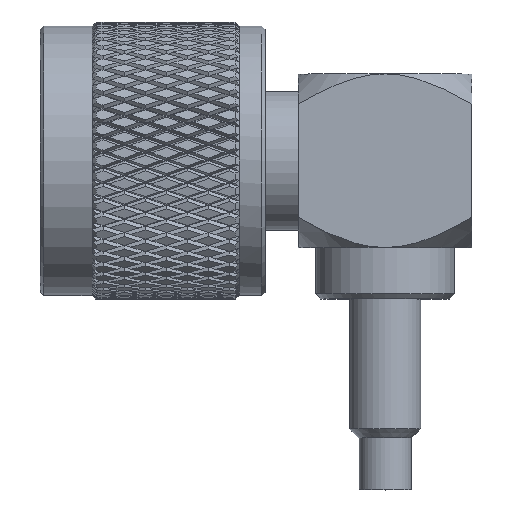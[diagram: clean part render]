
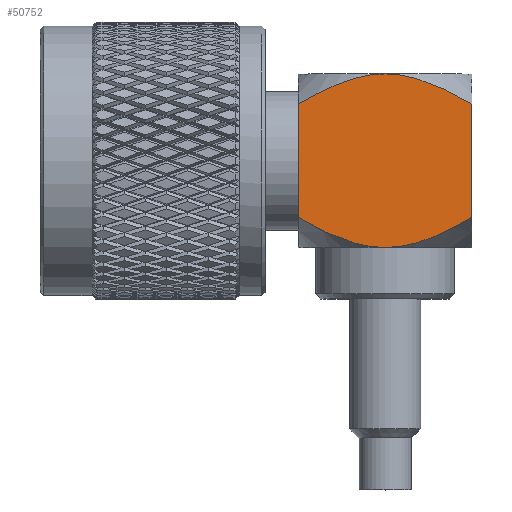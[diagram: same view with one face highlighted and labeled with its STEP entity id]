
A CAD part, top view. The second image highlights one B-rep face of the part: STEP entity #50752.
In plain terms, the highlighted planar face has unit normal (0, 0, 1).
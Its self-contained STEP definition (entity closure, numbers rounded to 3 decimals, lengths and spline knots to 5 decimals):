
#3971 = CARTESIAN_POINT ( 'NONE',  ( 1.24409, -0.16311, 0.25 ) ) ;
#4616 = CARTESIAN_POINT ( 'NONE',  ( 1.22493, -0.17448, 0.25 ) ) ;
#4863 = CARTESIAN_POINT ( 'NONE',  ( 0.94961, 0.24691, 0.25 ) ) ;
#4937 = CARTESIAN_POINT ( 'NONE',  ( 1.1453, -0.2151, 0.25 ) ) ;
#5157 = CARTESIAN_POINT ( 'NONE',  ( 0.99409, 0.25, 0.25 ) ) ;
#5233 = CARTESIAN_POINT ( 'NONE',  ( 1.16554, -0.20576, 0.25 ) ) ;
#5542 = CARTESIAN_POINT ( 'NONE',  ( 1.08261, -0.23795, 0.25 ) ) ;
#5813 = CARTESIAN_POINT ( 'NONE',  ( 1.1453, 0.2151, 0.25 ) ) ;
#5867 = CARTESIAN_POINT ( 'NONE',  ( 1.03849, -0.24692, 0.25 ) ) ;
#5938 = LINE ( 'NONE', #91913, #11632 ) ;
#6428 = CARTESIAN_POINT ( 'NONE',  ( 1.20539, 0.18543, 0.25 ) ) ;
#6963 = CARTESIAN_POINT ( 'NONE',  ( 0.74409, -0.25, 0.25 ) ) ;
#7048 = CARTESIAN_POINT ( 'NONE',  ( 0.84293, -0.21512, 0.25 ) ) ;
#7968 = EDGE_CURVE ( 'NONE', #73602, #68294, #81924, .T. ) ;
#8330 = CARTESIAN_POINT ( 'NONE',  ( 1.24409, 0.16311, 0.25 ) ) ;
#10597 = DIRECTION ( 'NONE',  ( 0., 0., -1. ) ) ;
#11632 = VECTOR ( 'NONE', #48044, 39.37008 ) ;
#12927 = CARTESIAN_POINT ( 'NONE',  ( 1.20539, -0.18543, 0.25 ) ) ;
#13166 = CARTESIAN_POINT ( 'NONE',  ( 1.16554, 0.20576, 0.25 ) ) ;
#13752 = CARTESIAN_POINT ( 'NONE',  ( 0.82267, -0.20577, 0.25 ) ) ;
#14071 = CARTESIAN_POINT ( 'NONE',  ( 0.97187, -0.24938, 0.25 ) ) ;
#14147 = CARTESIAN_POINT ( 'NONE',  ( 0.99409, -0.25, 0.25 ) ) ;
#14370 = CARTESIAN_POINT ( 'NONE',  ( 0.93843, -0.24505, 0.25 ) ) ;
#14999 = LINE ( 'NONE', #6963, #83760 ) ;
#15104 = ORIENTED_EDGE ( 'NONE', *, *, #43012, .F. ) ;
#16705 = PLANE ( 'NONE',  #30847 ) ;
#19260 = CARTESIAN_POINT ( 'NONE',  ( 0.99409, 0.25, 0.25 ) ) ;
#21862 = FACE_OUTER_BOUND ( 'NONE', #42976, .T. ) ;
#22068 = CARTESIAN_POINT ( 'NONE',  ( 0.99409, -0.25, 0.25 ) ) ;
#24691 = CARTESIAN_POINT ( 'NONE',  ( 0.74409, -0.25, 0.25 ) ) ;
#25175 = ORIENTED_EDGE ( 'NONE', *, *, #7968, .F. ) ;
#26002 = CARTESIAN_POINT ( 'NONE',  ( 1.03849, 0.24692, 0.25 ) ) ;
#26645 = CARTESIAN_POINT ( 'NONE',  ( 0.88438, 0.23121, 0.25 ) ) ;
#26670 = EDGE_CURVE ( 'NONE', #68294, #88045, #54936, .T. ) ;
#27256 = CARTESIAN_POINT ( 'NONE',  ( 0.76327, 0.17449, 0.25 ) ) ;
#27686 = CARTESIAN_POINT ( 'NONE',  ( 1.04963, -0.24507, 0.25 ) ) ;
#29459 = CARTESIAN_POINT ( 'NONE',  ( 0.74409, 0.16311, 0.25 ) ) ;
#30847 = AXIS2_PLACEMENT_3D ( 'NONE', #24691, #10597, #60884 ) ;
#33392 = CARTESIAN_POINT ( 'NONE',  ( 1.10384, 0.2312, 0.25 ) ) ;
#35512 = CARTESIAN_POINT ( 'NONE',  ( 0.76327, -0.17449, 0.25 ) ) ;
#35618 = VERTEX_POINT ( 'NONE', #65351 ) ;
#40739 = CARTESIAN_POINT ( 'NONE',  ( 0.98299, 0.25, 0.25 ) ) ;
#41379 = CARTESIAN_POINT ( 'NONE',  ( 0.97187, 0.24938, 0.25 ) ) ;
#41705 = CARTESIAN_POINT ( 'NONE',  ( 1.00521, 0.25, 0.25 ) ) ;
#41989 = CARTESIAN_POINT ( 'NONE',  ( 1.04963, 0.24507, 0.25 ) ) ;
#42976 = EDGE_LOOP ( 'NONE', ( #25175, #15104, #60940, #79264, #58592, #45735 ) ) ;
#43012 = EDGE_CURVE ( 'NONE', #35618, #73602, #14999, .T. ) ;
#43409 = CARTESIAN_POINT ( 'NONE',  ( 0.99409, 0.25, 0.25 ) ) ;
#45735 = ORIENTED_EDGE ( 'NONE', *, *, #26670, .F. ) ;
#48044 = DIRECTION ( 'NONE',  ( 0., 1., 0. ) ) ;
#48378 = CARTESIAN_POINT ( 'NONE',  ( 0.78275, 0.1854, 0.25 ) ) ;
#49702 = CARTESIAN_POINT ( 'NONE',  ( 1.24409, -0.16311, 0.25 ) ) ;
#49934 = CARTESIAN_POINT ( 'NONE',  ( 1.24409, 0.16311, 0.25 ) ) ;
#50752 = ADVANCED_FACE ( 'NONE', ( #21862 ), #16705, .F. ) ;
#52360 = VERTEX_POINT ( 'NONE', #14147 ) ;
#54936 = B_SPLINE_CURVE_WITH_KNOTS ( 'NONE', 3,
 ( #19260, #41705, #85852, #26002, #41989, #77288, #33392, #5813, #13166, #6428, #71456, #49934 ),
 .UNSPECIFIED., .F., .F.,
 ( 4, 2, 2, 2, 2, 4 ),
 ( 0.01421, 0.01506, 0.01591, 0.01761, 0.0193, 0.021 ),
 .UNSPECIFIED. ) ;
#55736 = CARTESIAN_POINT ( 'NONE',  ( 0.82267, 0.20577, 0.25 ) ) ;
#57087 = CARTESIAN_POINT ( 'NONE',  ( 1.00521, -0.25, 0.25 ) ) ;
#58237 = CARTESIAN_POINT ( 'NONE',  ( 0.74409, -0.16311, 0.25 ) ) ;
#58592 = ORIENTED_EDGE ( 'NONE', *, *, #74372, .T. ) ;
#60884 = DIRECTION ( 'NONE',  ( -1., 0., 0. ) ) ;
#60940 = ORIENTED_EDGE ( 'NONE', *, *, #64330, .F. ) ;
#64330 = EDGE_CURVE ( 'NONE', #52360, #35618, #88285, .T. ) ;
#65273 = CARTESIAN_POINT ( 'NONE',  ( 0.94961, -0.24691, 0.25 ) ) ;
#65351 = CARTESIAN_POINT ( 'NONE',  ( 0.74409, -0.16311, 0.25 ) ) ;
#65542 = DIRECTION ( 'NONE',  ( 0., 1., 0. ) ) ;
#68294 = VERTEX_POINT ( 'NONE', #43409 ) ;
#69843 = CARTESIAN_POINT ( 'NONE',  ( 0.93843, 0.24505, 0.25 ) ) ;
#70481 = CARTESIAN_POINT ( 'NONE',  ( 0.84293, 0.21512, 0.25 ) ) ;
#71207 = CARTESIAN_POINT ( 'NONE',  ( 0.99409, -0.25, 0.25 ) ) ;
#71456 = CARTESIAN_POINT ( 'NONE',  ( 1.22493, 0.17448, 0.25 ) ) ;
#72719 = CARTESIAN_POINT ( 'NONE',  ( 0.98299, -0.25, 0.25 ) ) ;
#73602 = VERTEX_POINT ( 'NONE', #29459 ) ;
#74073 = EDGE_CURVE ( 'NONE', #90475, #52360, #83881, .T. ) ;
#74372 = EDGE_CURVE ( 'NONE', #90475, #88045, #5938, .T. ) ;
#77288 = CARTESIAN_POINT ( 'NONE',  ( 1.08261, 0.23795, 0.25 ) ) ;
#79264 = ORIENTED_EDGE ( 'NONE', *, *, #74073, .F. ) ;
#79466 = CARTESIAN_POINT ( 'NONE',  ( 0.90557, -0.23795, 0.25 ) ) ;
#80075 = CARTESIAN_POINT ( 'NONE',  ( 0.88438, -0.23121, 0.25 ) ) ;
#80418 = CARTESIAN_POINT ( 'NONE',  ( 0.78275, -0.1854, 0.25 ) ) ;
#81924 = B_SPLINE_CURVE_WITH_KNOTS ( 'NONE', 3,
 ( #84913, #27256, #48378, #55736, #70481, #26645, #93174, #69843, #4863, #41379, #40739, #5157 ),
 .UNSPECIFIED., .F., .F.,
 ( 4, 2, 2, 2, 2, 4 ),
 ( 0.00742, 0.00912, 0.01082, 0.01251, 0.01336, 0.01421 ),
 .UNSPECIFIED. ) ;
#83760 = VECTOR ( 'NONE', #65542, 39.37008 ) ;
#83881 = B_SPLINE_CURVE_WITH_KNOTS ( 'NONE', 3,
 ( #49702, #4616, #12927, #5233, #4937, #85300, #5542, #27686, #5867, #92951, #57087, #71207 ),
 .UNSPECIFIED., .F., .F.,
 ( 4, 2, 2, 2, 2, 4 ),
 ( 0.01635, 0.01804, 0.01973, 0.02143, 0.02227, 0.02312 ),
 .UNSPECIFIED. ) ;
#84913 = CARTESIAN_POINT ( 'NONE',  ( 0.74409, 0.16311, 0.25 ) ) ;
#85300 = CARTESIAN_POINT ( 'NONE',  ( 1.10384, -0.2312, 0.25 ) ) ;
#85852 = CARTESIAN_POINT ( 'NONE',  ( 1.01631, 0.24938, 0.25 ) ) ;
#88045 = VERTEX_POINT ( 'NONE', #8330 ) ;
#88285 = B_SPLINE_CURVE_WITH_KNOTS ( 'NONE', 3,
 ( #22068, #72719, #14071, #65273, #14370, #79466, #80075, #7048, #13752, #80418, #35512, #58237 ),
 .UNSPECIFIED., .F., .F.,
 ( 4, 2, 2, 2, 2, 4 ),
 ( 0.02312, 0.02396, 0.02481, 0.0265, 0.02819, 0.02988 ),
 .UNSPECIFIED. ) ;
#90475 = VERTEX_POINT ( 'NONE', #3971 ) ;
#91913 = CARTESIAN_POINT ( 'NONE',  ( 1.24409, -0.25, 0.25 ) ) ;
#92951 = CARTESIAN_POINT ( 'NONE',  ( 1.01631, -0.24938, 0.25 ) ) ;
#93174 = CARTESIAN_POINT ( 'NONE',  ( 0.90557, 0.23795, 0.25 ) ) ;
